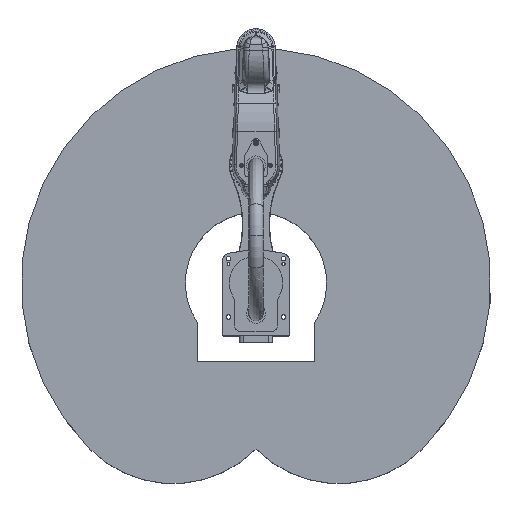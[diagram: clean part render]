
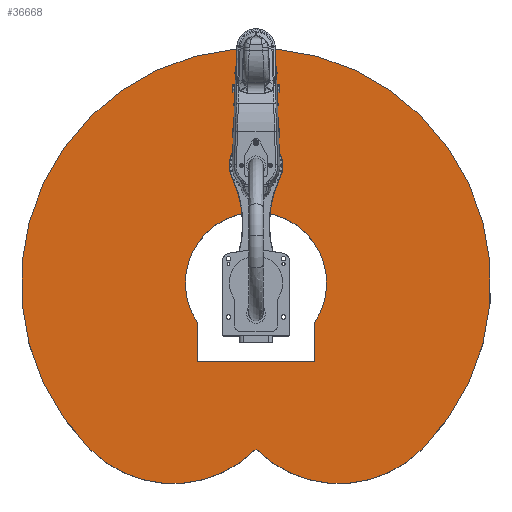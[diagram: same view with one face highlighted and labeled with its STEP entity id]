
A CAD part, top view. The second image highlights one B-rep face of the part: STEP entity #36668.
In plain terms, the highlighted planar face has unit normal (0, 0, 1).
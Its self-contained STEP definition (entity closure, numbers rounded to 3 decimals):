
#1145=FACE_BOUND('',#11483,.T.);
#3696=LINE('',#82907,#6059);
#3700=LINE('',#82914,#6063);
#3703=LINE('',#82920,#6066);
#6059=VECTOR('',#49390,10.);
#6063=VECTOR('',#49396,10.);
#6066=VECTOR('',#49401,10.);
#6952=PLANE('',#40334);
#9063=FACE_OUTER_BOUND('',#11482,.T.);
#11482=EDGE_LOOP('',(#32371,#32372,#32373));
#11483=EDGE_LOOP('',(#32374,#32375,#32376,#32377));
#13070=CIRCLE('',#40335,350.);
#13071=CIRCLE('',#40336,700.);
#13072=CIRCLE('',#40337,350.);
#13073=CIRCLE('',#40338,210.494);
#17197=VERTEX_POINT('',#82904);
#17198=VERTEX_POINT('',#82906);
#17200=VERTEX_POINT('',#82912);
#17202=VERTEX_POINT('',#82918);
#17203=VERTEX_POINT('',#82922);
#17204=VERTEX_POINT('',#82923);
#17205=VERTEX_POINT('',#82925);
#22254=EDGE_CURVE('',#17198,#17197,#3696,.T.);
#22258=EDGE_CURVE('',#17197,#17200,#3700,.T.);
#22261=EDGE_CURVE('',#17200,#17202,#3703,.T.);
#22262=EDGE_CURVE('',#17203,#17204,#13070,.T.);
#22263=EDGE_CURVE('',#17204,#17205,#13071,.T.);
#22264=EDGE_CURVE('',#17205,#17203,#13072,.T.);
#22265=EDGE_CURVE('',#17202,#17198,#13073,.T.);
#32371=ORIENTED_EDGE('',*,*,#22262,.T.);
#32372=ORIENTED_EDGE('',*,*,#22263,.T.);
#32373=ORIENTED_EDGE('',*,*,#22264,.T.);
#32374=ORIENTED_EDGE('',*,*,#22254,.T.);
#32375=ORIENTED_EDGE('',*,*,#22258,.T.);
#32376=ORIENTED_EDGE('',*,*,#22261,.T.);
#32377=ORIENTED_EDGE('',*,*,#22265,.T.);
#36668=ADVANCED_FACE('',(#9063,#1145),#6952,.T.);
#40334=AXIS2_PLACEMENT_3D('',#82921,#49402,#49403);
#40335=AXIS2_PLACEMENT_3D('',#82924,#49404,#49405);
#40336=AXIS2_PLACEMENT_3D('',#82926,#49406,#49407);
#40337=AXIS2_PLACEMENT_3D('',#82927,#49408,#49409);
#40338=AXIS2_PLACEMENT_3D('',#82928,#49410,#49411);
#49390=DIRECTION('',(-1.,0.,0.));
#49396=DIRECTION('',(0.,1.,0.));
#49401=DIRECTION('',(1.,0.,0.));
#49402=DIRECTION('center_axis',(0.,0.,1.));
#49403=DIRECTION('ref_axis',(1.,0.,0.));
#49404=DIRECTION('center_axis',(0.,0.,1.));
#49405=DIRECTION('ref_axis',(0.707,-0.707,0.));
#49406=DIRECTION('center_axis',(0.,0.,1.));
#49407=DIRECTION('ref_axis',(0.707,0.707,0.));
#49408=DIRECTION('center_axis',(0.,0.,1.));
#49409=DIRECTION('ref_axis',(0.707,-0.707,0.));
#49410=DIRECTION('center_axis',(0.,0.,-1.));
#49411=DIRECTION('ref_axis',(-1.,0.,0.));
#82904=CARTESIAN_POINT('',(-233.,-175.,200.));
#82906=CARTESIAN_POINT('',(-116.973,-175.,200.));
#82907=CARTESIAN_POINT('',(45.953,-175.,200.));
#82912=CARTESIAN_POINT('',(-233.,175.,200.));
#82914=CARTESIAN_POINT('',(-233.,-87.5,200.));
#82918=CARTESIAN_POINT('',(-116.973,175.,200.));
#82920=CARTESIAN_POINT('',(-108.047,175.,200.));
#82921=CARTESIAN_POINT('Origin',(16.906,0.,
200.));
#82922=CARTESIAN_POINT('',(-494.975,0.,200.));
#82923=CARTESIAN_POINT('',(-494.975,-494.975,200.));
#82924=CARTESIAN_POINT('Origin',(-247.487,-247.487,200.));
#82925=CARTESIAN_POINT('',(-494.975,494.975,200.));
#82926=CARTESIAN_POINT('Origin',(0.,0.,200.));
#82927=CARTESIAN_POINT('Origin',(-247.487,247.487,200.));
#82928=CARTESIAN_POINT('Origin',(0.,0.,200.));
